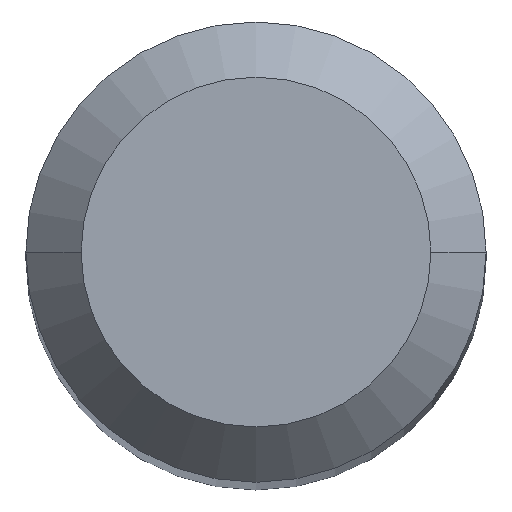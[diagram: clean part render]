
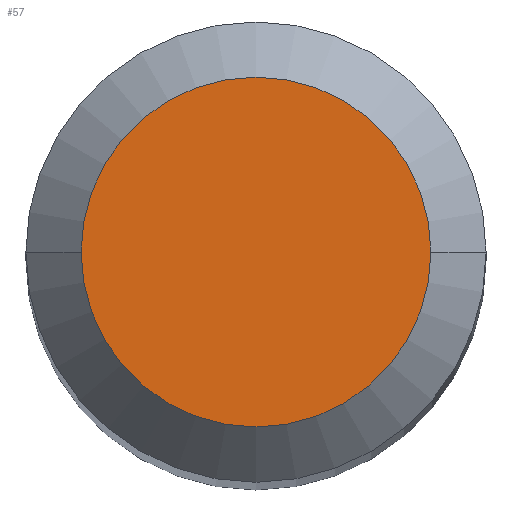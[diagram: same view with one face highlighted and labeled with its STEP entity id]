
A CAD part, top view. The second image highlights one B-rep face of the part: STEP entity #57.
In plain terms, the highlighted planar face has unit normal (0, 0, 1).
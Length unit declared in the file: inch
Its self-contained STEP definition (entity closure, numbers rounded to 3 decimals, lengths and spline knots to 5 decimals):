
#16 = DIRECTION ( 'NONE',  ( 1., 0., 0. ) ) ;
#57 = ADVANCED_FACE ( 'NONE', ( #241 ), #382, .F. ) ;
#69 = CARTESIAN_POINT ( 'NONE',  ( -0.0475, 0., 0. ) ) ;
#71 = EDGE_CURVE ( 'NONE', #441, #225, #156, .T. ) ;
#115 = CARTESIAN_POINT ( 'NONE',  ( 0., 0., 0. ) ) ;
#124 = ORIENTED_EDGE ( 'NONE', *, *, #71, .T. ) ;
#133 = CARTESIAN_POINT ( 'NONE',  ( 0., 0., 0. ) ) ;
#142 = DIRECTION ( 'NONE',  ( -1., 0., 0. ) ) ;
#156 = CIRCLE ( 'NONE', #320, 0.0475 ) ;
#181 = CARTESIAN_POINT ( 'NONE',  ( 0., 0.0475, 0. ) ) ;
#210 = DIRECTION ( 'NONE',  ( 0., 0., -1. ) ) ;
#221 = DIRECTION ( 'NONE',  ( 1., 0., 0. ) ) ;
#225 = VERTEX_POINT ( 'NONE', #266 ) ;
#241 = FACE_OUTER_BOUND ( 'NONE', #414, .T. ) ;
#248 = EDGE_CURVE ( 'NONE', #225, #441, #418, .T. ) ;
#266 = CARTESIAN_POINT ( 'NONE',  ( 0.0475, 0., 0. ) ) ;
#320 = AXIS2_PLACEMENT_3D ( 'NONE', #115, #426, #221 ) ;
#370 = ORIENTED_EDGE ( 'NONE', *, *, #248, .T. ) ;
#382 = PLANE ( 'NONE',  #409 ) ;
#409 = AXIS2_PLACEMENT_3D ( 'NONE', #181, #210, #142 ) ;
#414 = EDGE_LOOP ( 'NONE', ( #124, #370 ) ) ;
#418 = CIRCLE ( 'NONE', #457, 0.0475 ) ;
#426 = DIRECTION ( 'NONE',  ( 0., 0., 1. ) ) ;
#441 = VERTEX_POINT ( 'NONE', #69 ) ;
#446 = DIRECTION ( 'NONE',  ( 0., 0., 1. ) ) ;
#457 = AXIS2_PLACEMENT_3D ( 'NONE', #133, #446, #16 ) ;
